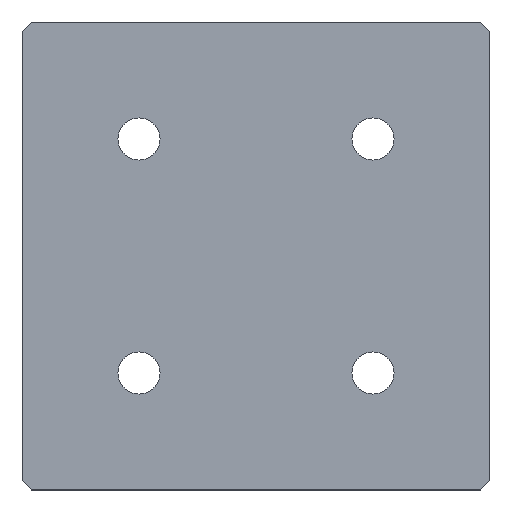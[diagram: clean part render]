
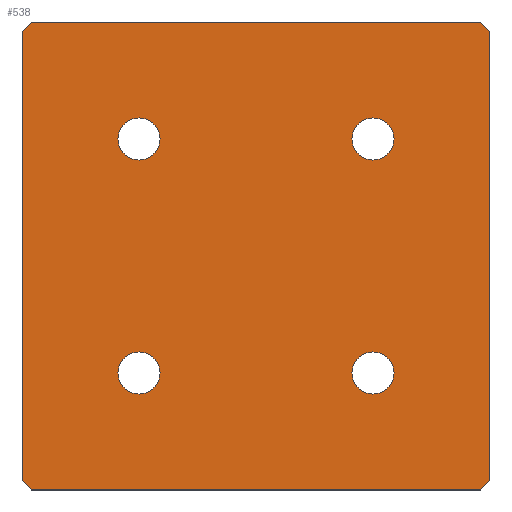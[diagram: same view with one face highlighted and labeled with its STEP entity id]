
A CAD part, top view. The second image highlights one B-rep face of the part: STEP entity #538.
In plain terms, the highlighted planar face has unit normal (0, 0, 1).
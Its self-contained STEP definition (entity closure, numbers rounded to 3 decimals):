
#2 = ORIENTED_EDGE ( 'NONE', *, *, #313, .F. ) ;
#10 = FACE_BOUND ( 'NONE', #176, .T. ) ;
#12 = AXIS2_PLACEMENT_3D ( 'NONE', #354, #490, #212 ) ;
#15 = LINE ( 'NONE', #206, #280 ) ;
#17 = CARTESIAN_POINT ( 'NONE',  ( -25., -25., 2. ) ) ;
#25 = DIRECTION ( 'NONE',  ( 1., 0., 0. ) ) ;
#28 = DIRECTION ( 'NONE',  ( 0., 0., 1. ) ) ;
#32 = AXIS2_PLACEMENT_3D ( 'NONE', #618, #512, #80 ) ;
#34 = EDGE_CURVE ( 'NONE', #279, #465, #198, .T. ) ;
#35 = DIRECTION ( 'NONE',  ( 0., 0., 1. ) ) ;
#36 = EDGE_LOOP ( 'NONE', ( #291, #146 ) ) ;
#62 = CIRCLE ( 'NONE', #414, 4.5 ) ;
#69 = LINE ( 'NONE', #258, #506 ) ;
#72 = DIRECTION ( 'NONE',  ( -0.707, -0.707, 0. ) ) ;
#75 = CIRCLE ( 'NONE', #149, 4.5 ) ;
#77 = LINE ( 'NONE', #573, #546 ) ;
#80 = DIRECTION ( 'NONE',  ( 1., 0., 0. ) ) ;
#84 = ORIENTED_EDGE ( 'NONE', *, *, #34, .T. ) ;
#85 = CARTESIAN_POINT ( 'NONE',  ( -50., -48., 2. ) ) ;
#87 = DIRECTION ( 'NONE',  ( 0., 1., 0. ) ) ;
#103 = DIRECTION ( 'NONE',  ( -0.707, 0.707, 0. ) ) ;
#109 = CARTESIAN_POINT ( 'NONE',  ( -29.5, 25., 2. ) ) ;
#110 = CARTESIAN_POINT ( 'NONE',  ( 29.5, 25., 2. ) ) ;
#122 = CARTESIAN_POINT ( 'NONE',  ( 20.5, 25., 2. ) ) ;
#126 = CARTESIAN_POINT ( 'NONE',  ( 25., 25., 2. ) ) ;
#128 = VERTEX_POINT ( 'NONE', #110 ) ;
#136 = CARTESIAN_POINT ( 'NONE',  ( -50., 48., 2. ) ) ;
#139 = ORIENTED_EDGE ( 'NONE', *, *, #552, .T. ) ;
#141 = DIRECTION ( 'NONE',  ( 1., 0., 0. ) ) ;
#145 = ORIENTED_EDGE ( 'NONE', *, *, #162, .F. ) ;
#146 = ORIENTED_EDGE ( 'NONE', *, *, #489, .F. ) ;
#148 = VERTEX_POINT ( 'NONE', #604 ) ;
#149 = AXIS2_PLACEMENT_3D ( 'NONE', #295, #454, #399 ) ;
#150 = DIRECTION ( 'NONE',  ( 0., 0., 1. ) ) ;
#153 = FACE_BOUND ( 'NONE', #263, .T. ) ;
#155 = DIRECTION ( 'NONE',  ( -1., 0., 0. ) ) ;
#157 = ORIENTED_EDGE ( 'NONE', *, *, #337, .T. ) ;
#160 = CARTESIAN_POINT ( 'NONE',  ( -25., 25., 2. ) ) ;
#162 = EDGE_CURVE ( 'NONE', #583, #242, #62, .T. ) ;
#163 = CARTESIAN_POINT ( 'NONE',  ( -29.5, -25., 2. ) ) ;
#164 = DIRECTION ( 'NONE',  ( 0., 0., 1. ) ) ;
#169 = LINE ( 'NONE', #515, #452 ) ;
#170 = CIRCLE ( 'NONE', #32, 4.5 ) ;
#176 = EDGE_LOOP ( 'NONE', ( #344, #244 ) ) ;
#177 = CARTESIAN_POINT ( 'NONE',  ( -20.5, 25., 2. ) ) ;
#178 = ORIENTED_EDGE ( 'NONE', *, *, #511, .T. ) ;
#185 = CARTESIAN_POINT ( 'NONE',  ( 50., -50., 2. ) ) ;
#186 = CARTESIAN_POINT ( 'NONE',  ( 50., -48., 2. ) ) ;
#188 = EDGE_CURVE ( 'NONE', #128, #630, #359, .T. ) ;
#192 = VERTEX_POINT ( 'NONE', #409 ) ;
#198 = LINE ( 'NONE', #186, #481 ) ;
#204 = LINE ( 'NONE', #247, #391 ) ;
#206 = CARTESIAN_POINT ( 'NONE',  ( -50., 48., 2. ) ) ;
#210 = CIRCLE ( 'NONE', #570, 4.5 ) ;
#212 = DIRECTION ( 'NONE',  ( -1., 0., 0. ) ) ;
#217 = EDGE_CURVE ( 'NONE', #293, #257, #77, .T. ) ;
#219 = CARTESIAN_POINT ( 'NONE',  ( -48., -50., 2. ) ) ;
#223 = CARTESIAN_POINT ( 'NONE',  ( 48., -50., 2. ) ) ;
#224 = VERTEX_POINT ( 'NONE', #136 ) ;
#226 = CARTESIAN_POINT ( 'NONE',  ( 48., 50., 2. ) ) ;
#230 = AXIS2_PLACEMENT_3D ( 'NONE', #126, #28, #458 ) ;
#242 = VERTEX_POINT ( 'NONE', #177 ) ;
#244 = ORIENTED_EDGE ( 'NONE', *, *, #324, .F. ) ;
#246 = AXIS2_PLACEMENT_3D ( 'NONE', #292, #347, #255 ) ;
#247 = CARTESIAN_POINT ( 'NONE',  ( 48., 50., 2. ) ) ;
#255 = DIRECTION ( 'NONE',  ( 1., 0., 0. ) ) ;
#257 = VERTEX_POINT ( 'NONE', #219 ) ;
#258 = CARTESIAN_POINT ( 'NONE',  ( -50., 50., 2. ) ) ;
#263 = EDGE_LOOP ( 'NONE', ( #283, #2 ) ) ;
#267 = VERTEX_POINT ( 'NONE', #226 ) ;
#270 = EDGE_CURVE ( 'NONE', #192, #497, #210, .T. ) ;
#272 = VERTEX_POINT ( 'NONE', #412 ) ;
#277 = CARTESIAN_POINT ( 'NONE',  ( -50., -50., 2. ) ) ;
#279 = VERTEX_POINT ( 'NONE', #223 ) ;
#280 = VECTOR ( 'NONE', #72, 1000. ) ;
#283 = ORIENTED_EDGE ( 'NONE', *, *, #188, .F. ) ;
#290 = LINE ( 'NONE', #277, #494 ) ;
#291 = ORIENTED_EDGE ( 'NONE', *, *, #270, .F. ) ;
#292 = CARTESIAN_POINT ( 'NONE',  ( 25., -25., 2. ) ) ;
#293 = VERTEX_POINT ( 'NONE', #85 ) ;
#295 = CARTESIAN_POINT ( 'NONE',  ( -25., 25., 2. ) ) ;
#309 = CARTESIAN_POINT ( 'NONE',  ( 20.5, -25., 2. ) ) ;
#312 = CIRCLE ( 'NONE', #613, 4.5 ) ;
#313 = EDGE_CURVE ( 'NONE', #630, #128, #440, .T. ) ;
#324 = EDGE_CURVE ( 'NONE', #459, #421, #170, .T. ) ;
#337 = EDGE_CURVE ( 'NONE', #224, #293, #169, .T. ) ;
#338 = EDGE_LOOP ( 'NONE', ( #436, #145 ) ) ;
#339 = CARTESIAN_POINT ( 'NONE',  ( 29.5, -25., 2. ) ) ;
#343 = CARTESIAN_POINT ( 'NONE',  ( 50., -48., 2. ) ) ;
#344 = ORIENTED_EDGE ( 'NONE', *, *, #569, .F. ) ;
#346 = CARTESIAN_POINT ( 'NONE',  ( 25., 25., 2. ) ) ;
#347 = DIRECTION ( 'NONE',  ( 0., 0., 1. ) ) ;
#354 = CARTESIAN_POINT ( 'NONE',  ( 0., 0., 2. ) ) ;
#355 = DIRECTION ( 'NONE',  ( 1., 0., 0. ) ) ;
#359 = CIRCLE ( 'NONE', #558, 4.5 ) ;
#361 = CIRCLE ( 'NONE', #246, 4.5 ) ;
#367 = ORIENTED_EDGE ( 'NONE', *, *, #217, .T. ) ;
#391 = VECTOR ( 'NONE', #103, 1000. ) ;
#396 = PLANE ( 'NONE',  #12 ) ;
#399 = DIRECTION ( 'NONE',  ( 1., 0., 0. ) ) ;
#409 = CARTESIAN_POINT ( 'NONE',  ( -20.5, -25., 2. ) ) ;
#412 = CARTESIAN_POINT ( 'NONE',  ( -48., 50., 2. ) ) ;
#414 = AXIS2_PLACEMENT_3D ( 'NONE', #160, #164, #355 ) ;
#416 = CARTESIAN_POINT ( 'NONE',  ( -25., -25., 2. ) ) ;
#420 = DIRECTION ( 'NONE',  ( 1., 0., 0. ) ) ;
#421 = VERTEX_POINT ( 'NONE', #339 ) ;
#426 = EDGE_CURVE ( 'NONE', #465, #148, #578, .T. ) ;
#431 = EDGE_CURVE ( 'NONE', #257, #279, #290, .T. ) ;
#436 = ORIENTED_EDGE ( 'NONE', *, *, #527, .F. ) ;
#440 = CIRCLE ( 'NONE', #230, 4.5 ) ;
#445 = ORIENTED_EDGE ( 'NONE', *, *, #426, .T. ) ;
#446 = DIRECTION ( 'NONE',  ( 1., 0., 0. ) ) ;
#452 = VECTOR ( 'NONE', #469, 1000. ) ;
#454 = DIRECTION ( 'NONE',  ( 0., 0., 1. ) ) ;
#455 = DIRECTION ( 'NONE',  ( 0., 0., 1. ) ) ;
#458 = DIRECTION ( 'NONE',  ( 1., 0., 0. ) ) ;
#459 = VERTEX_POINT ( 'NONE', #309 ) ;
#465 = VERTEX_POINT ( 'NONE', #343 ) ;
#469 = DIRECTION ( 'NONE',  ( 0., -1., 0. ) ) ;
#481 = VECTOR ( 'NONE', #592, 1000. ) ;
#487 = ORIENTED_EDGE ( 'NONE', *, *, #561, .T. ) ;
#489 = EDGE_CURVE ( 'NONE', #497, #192, #312, .T. ) ;
#490 = DIRECTION ( 'NONE',  ( 0., 0., -1. ) ) ;
#494 = VECTOR ( 'NONE', #141, 1000. ) ;
#495 = FACE_OUTER_BOUND ( 'NONE', #627, .T. ) ;
#497 = VERTEX_POINT ( 'NONE', #163 ) ;
#499 = FACE_BOUND ( 'NONE', #36, .T. ) ;
#506 = VECTOR ( 'NONE', #155, 1000. ) ;
#511 = EDGE_CURVE ( 'NONE', #272, #224, #15, .T. ) ;
#512 = DIRECTION ( 'NONE',  ( 0., 0., 1. ) ) ;
#515 = CARTESIAN_POINT ( 'NONE',  ( -50., -50., 2. ) ) ;
#525 = VECTOR ( 'NONE', #87, 1000. ) ;
#527 = EDGE_CURVE ( 'NONE', #242, #583, #75, .T. ) ;
#538 = ADVANCED_FACE ( 'NONE', ( #593, #153, #499, #10, #495 ), #396, .F. ) ;
#546 = VECTOR ( 'NONE', #567, 1000. ) ;
#552 = EDGE_CURVE ( 'NONE', #267, #272, #69, .T. ) ;
#558 = AXIS2_PLACEMENT_3D ( 'NONE', #346, #455, #25 ) ;
#561 = EDGE_CURVE ( 'NONE', #148, #267, #204, .T. ) ;
#567 = DIRECTION ( 'NONE',  ( 0.707, -0.707, 0. ) ) ;
#569 = EDGE_CURVE ( 'NONE', #421, #459, #361, .T. ) ;
#570 = AXIS2_PLACEMENT_3D ( 'NONE', #416, #35, #420 ) ;
#573 = CARTESIAN_POINT ( 'NONE',  ( -48., -50., 2. ) ) ;
#578 = LINE ( 'NONE', #185, #525 ) ;
#583 = VERTEX_POINT ( 'NONE', #109 ) ;
#592 = DIRECTION ( 'NONE',  ( 0.707, 0.707, 0. ) ) ;
#593 = FACE_BOUND ( 'NONE', #338, .T. ) ;
#602 = ORIENTED_EDGE ( 'NONE', *, *, #431, .T. ) ;
#604 = CARTESIAN_POINT ( 'NONE',  ( 50., 48., 2. ) ) ;
#613 = AXIS2_PLACEMENT_3D ( 'NONE', #17, #150, #446 ) ;
#618 = CARTESIAN_POINT ( 'NONE',  ( 25., -25., 2. ) ) ;
#627 = EDGE_LOOP ( 'NONE', ( #157, #367, #602, #84, #445, #487, #139, #178 ) ) ;
#630 = VERTEX_POINT ( 'NONE', #122 ) ;
